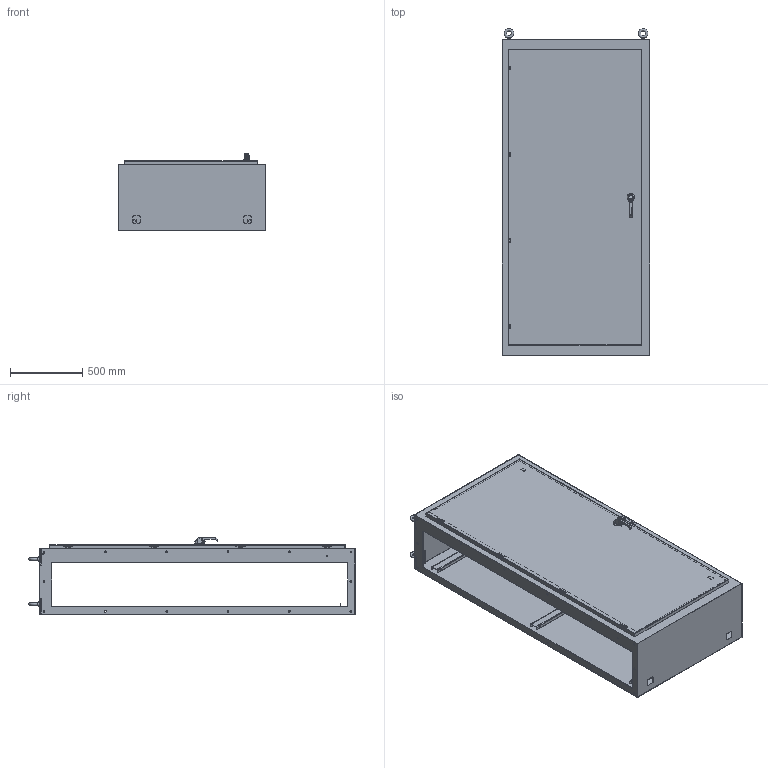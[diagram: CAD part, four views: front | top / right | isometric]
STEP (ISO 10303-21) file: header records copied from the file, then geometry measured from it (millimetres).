
FILE_DESCRIPTION (( 'STEP AP214' ), '1' );
FILE_NAME ('SCE-N86C4018.STEP', '2024-05-03T15:34:24', ( '' ), ( '' ), 'SwSTEP 2.0', 'SolidWorks 2023', '' );
FILE_SCHEMA (( 'AUTOMOTIVE_DESIGN' ));
Length unit declared in the file: inch
Products named in the file (1): SCE-N86C4018
Bounding box: 1022.35 x 2259.17 x 534.57 mm (x, y, z)
Volume: 18925591 mm3; surface area: 14059774 mm2
Topology: 30 solids, 34 shells, 4231 faces, 10750 edges, 6628 vertices
Faces by surface type: plane 1657, cylinder 1492, bspline 436, torus 426, cone 115, sphere 105
Full cylindrical faces by diameter (mm): 1.016 x4, 3.978 x4, 4.191 x1, 4.318 x20, 4.978 x16, 5.016 x2, 5.207 x8, 5.232 x8, 5.537 x4, 6.096 x8, 6.198 x8, 6.35 x8, 9.525 x12, 10.323 x8, 11.112 x10, 11.113 x14, 15.24 x4, 16 x1, 22 x1, 29.8 x4
Entity records: 188742 total; most frequent: CARTESIAN_POINT 91279, ORIENTED_EDGE 20702, DIRECTION 19297, EDGE_CURVE 10351, AXIS2_PLACEMENT_3D 7181, VERTEX_POINT 6503, VECTOR 4935, LINE 4935
